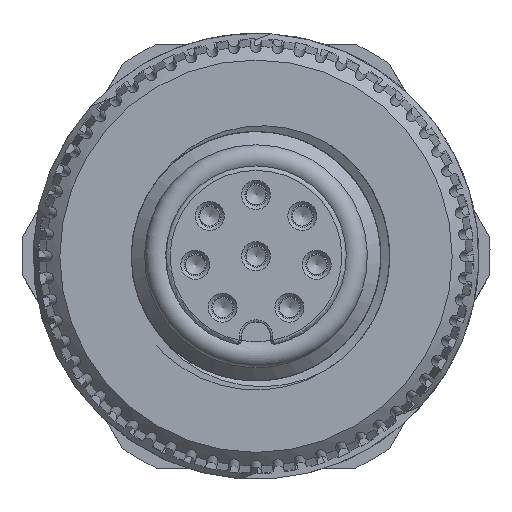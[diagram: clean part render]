
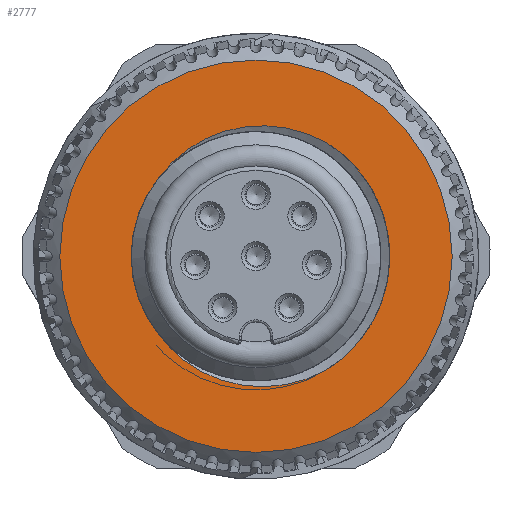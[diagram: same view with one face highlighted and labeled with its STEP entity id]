
A CAD part, left-side view. The second image highlights one B-rep face of the part: STEP entity #2777.
In plain terms, the highlighted planar face has unit normal (-1, 0, 0).
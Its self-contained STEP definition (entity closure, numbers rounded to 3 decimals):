
#1223=B_SPLINE_CURVE_WITH_KNOTS('',3,(#19314,#19315,#19316,#19317,#19318,
#19319),.UNSPECIFIED.,.F.,.F.,(4,2,4),(0.,0.5,1.),.UNSPECIFIED.);
#1228=B_SPLINE_CURVE_WITH_KNOTS('',3,(#19930,#19931,#19932,#19933,#19934,
#19935),.UNSPECIFIED.,.F.,.F.,(4,2,4),(0.,0.5,1.),.UNSPECIFIED.);
#2777=ADVANCED_FACE('',(#3200,#3201),#3084,.F.);
#3084=PLANE('',#10356);
#3200=FACE_BOUND('',#3760,.T.);
#3201=FACE_BOUND('',#3761,.T.);
#3760=EDGE_LOOP('',(#6163,#6164,#6165,#6166));
#3761=EDGE_LOOP('',(#6167));
#6163=ORIENTED_EDGE('',*,*,#8733,.T.);
#6164=ORIENTED_EDGE('',*,*,#8742,.T.);
#6165=ORIENTED_EDGE('',*,*,#8743,.F.);
#6166=ORIENTED_EDGE('',*,*,#8736,.T.);
#6167=ORIENTED_EDGE('',*,*,#8731,.T.);
#7421=VERTEX_POINT('',#19045);
#7422=VERTEX_POINT('',#19177);
#7424=VERTEX_POINT('',#19180);
#7426=VERTEX_POINT('',#19320);
#7429=VERTEX_POINT('',#19929);
#8731=EDGE_CURVE('',#7421,#7421,#9377,.T.);
#8733=EDGE_CURVE('',#7424,#7422,#9378,.T.);
#8736=EDGE_CURVE('',#7426,#7424,#1223,.T.);
#8742=EDGE_CURVE('',#7422,#7429,#1228,.T.);
#8743=EDGE_CURVE('',#7426,#7429,#9381,.T.);
#9377=CIRCLE('',#10348,8.8);
#9378=CIRCLE('',#10350,6.);
#9381=CIRCLE('',#10355,5.6);
#10348=AXIS2_PLACEMENT_3D('',#19044,#12712,#12713);
#10350=AXIS2_PLACEMENT_3D('',#19179,#12716,#12717);
#10355=AXIS2_PLACEMENT_3D('',#20268,#12726,#12727);
#10356=AXIS2_PLACEMENT_3D('',#20269,#12728,#12729);
#12712=DIRECTION('',(-1.,0.,0.));
#12713=DIRECTION('',(0.,0.,-1.));
#12716=DIRECTION('',(1.,0.,0.));
#12717=DIRECTION('',(0.,0.,-1.));
#12726=DIRECTION('',(-1.,0.,0.));
#12727=DIRECTION('',(0.,0.,-1.));
#12728=DIRECTION('',(1.,0.,0.));
#12729=DIRECTION('',(0.,0.,1.));
#19044=CARTESIAN_POINT('',(5.5,0.,0.));
#19045=CARTESIAN_POINT('',(5.5,0.,-8.8));
#19177=CARTESIAN_POINT('',(5.5,-3.133,-5.117));
#19179=CARTESIAN_POINT('',(5.5,0.,0.));
#19180=CARTESIAN_POINT('',(5.5,-3.133,5.117));
#19314=CARTESIAN_POINT('',(5.5,4.394,3.472));
#19315=CARTESIAN_POINT('',(5.5,3.572,4.625));
#19316=CARTESIAN_POINT('',(5.5,2.312,5.433));
#19317=CARTESIAN_POINT('',(5.5,-0.419,6.019));
#19318=CARTESIAN_POINT('',(5.5,-1.893,5.8));
#19319=CARTESIAN_POINT('',(5.5,-3.133,5.117));
#19320=CARTESIAN_POINT('',(5.5,4.394,3.472));
#19929=CARTESIAN_POINT('',(5.5,4.394,-3.472));
#19930=CARTESIAN_POINT('',(5.5,-3.133,-5.117));
#19931=CARTESIAN_POINT('',(5.5,-1.893,-5.8));
#19932=CARTESIAN_POINT('',(5.5,-0.416,-6.019));
#19933=CARTESIAN_POINT('',(5.5,2.313,-5.432));
#19934=CARTESIAN_POINT('',(5.5,3.572,-4.625));
#19935=CARTESIAN_POINT('',(5.5,4.394,-3.472));
#20268=CARTESIAN_POINT('',(5.5,0.,0.));
#20269=CARTESIAN_POINT('',(5.5,0.,0.));
